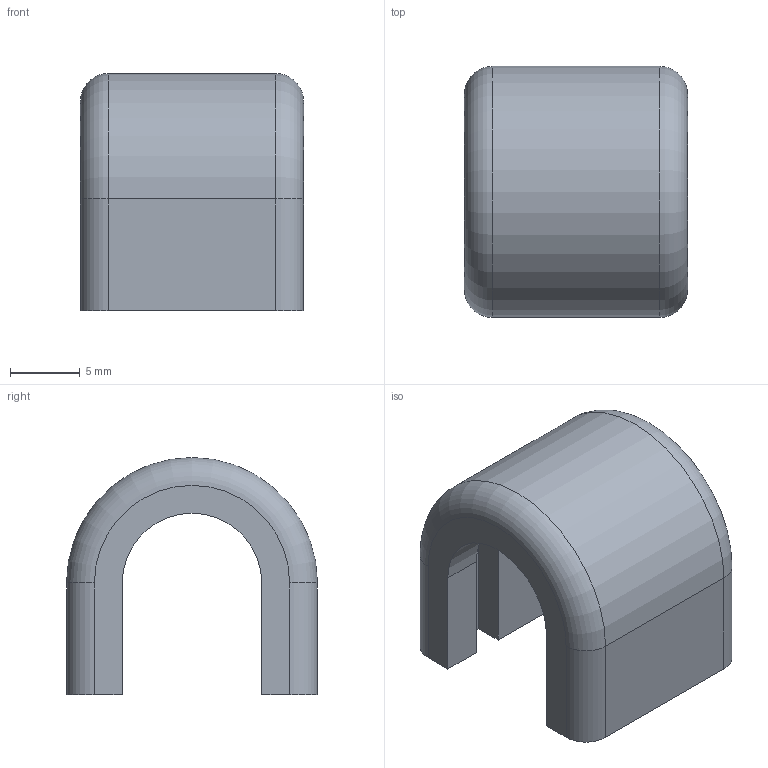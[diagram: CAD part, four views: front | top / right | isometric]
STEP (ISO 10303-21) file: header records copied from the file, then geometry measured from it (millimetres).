
FILE_DESCRIPTION (( 'STEP AP203' ), '1' );
FILE_NAME ('Nakonichnik.STEP', '2025-01-20T18:16:26', ( '' ), ( '' ), 'SwSTEP 2.0', 'SolidWorks 2024', '' );
FILE_SCHEMA (( 'CONFIG_CONTROL_DESIGN' ));
Length unit declared in the file: millimetre
Products named in the file (1): Nakonichnik
Bounding box: 16 x 18 x 17 mm (x, y, z)
Volume: 1880.2 mm3; surface area: 1854.2 mm2
Topology: 1 solids, 1 shells, 32 faces, 86 edges, 56 vertices
Faces by surface type: plane 22, cylinder 8, torus 2
Entity records: 1077 total; most frequent: CARTESIAN_POINT 175, DIRECTION 174, ORIENTED_EDGE 172, EDGE_CURVE 86, VECTOR 64, LINE 64, VERTEX_POINT 56, AXIS2_PLACEMENT_3D 55
